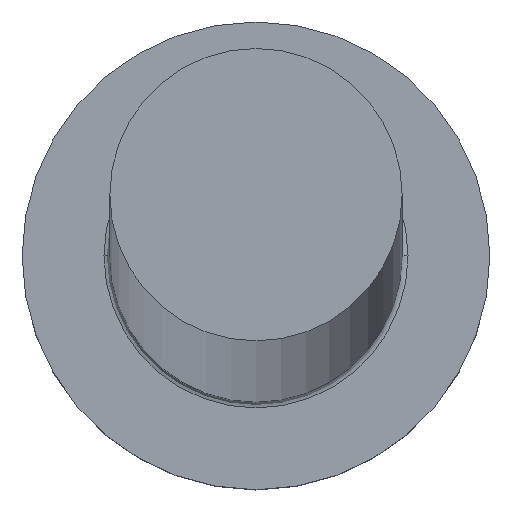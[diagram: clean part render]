
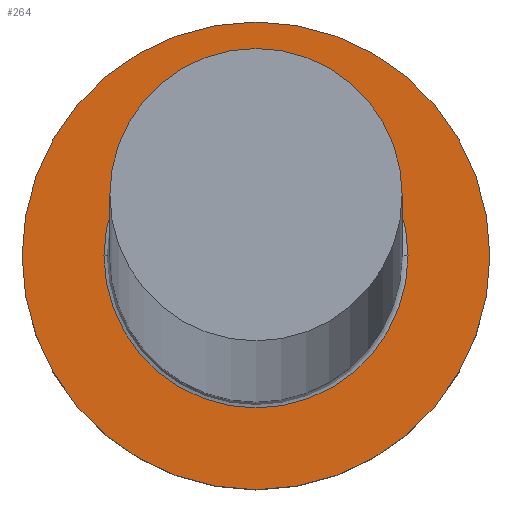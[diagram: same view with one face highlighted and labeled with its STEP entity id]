
A CAD part, top view. The second image highlights one B-rep face of the part: STEP entity #264.
In plain terms, the highlighted planar face has unit normal (0, 0, 1).
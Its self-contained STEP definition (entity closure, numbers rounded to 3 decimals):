
#10 = CARTESIAN_POINT ( 'NONE',  ( 0., 0., 5. ) ) ;
#13 = DIRECTION ( 'NONE',  ( 1., 0., 0. ) ) ;
#21 = CIRCLE ( 'NONE', #262, 8. ) ;
#23 = EDGE_CURVE ( 'NONE', #236, #234, #21, .T. ) ;
#31 = ORIENTED_EDGE ( 'NONE', *, *, #89, .T. ) ;
#34 = DIRECTION ( 'NONE',  ( 0., 0., -1. ) ) ;
#37 = CARTESIAN_POINT ( 'NONE',  ( 0., 0., 5. ) ) ;
#40 = VERTEX_POINT ( 'NONE', #285 ) ;
#61 = CARTESIAN_POINT ( 'NONE',  ( 0., 0., 5. ) ) ;
#62 = CIRCLE ( 'NONE', #294, 5.2 ) ;
#73 = DIRECTION ( 'NONE',  ( 1., 0., 0. ) ) ;
#74 = DIRECTION ( 'NONE',  ( 0., 0., 1. ) ) ;
#79 = FACE_OUTER_BOUND ( 'NONE', #273, .T. ) ;
#81 = CARTESIAN_POINT ( 'NONE',  ( 8., 0., 5. ) ) ;
#89 = EDGE_CURVE ( 'NONE', #234, #236, #197, .T. ) ;
#116 = VERTEX_POINT ( 'NONE', #255 ) ;
#128 = DIRECTION ( 'NONE',  ( 1., 0., 0. ) ) ;
#145 = PLANE ( 'NONE',  #260 ) ;
#151 = EDGE_LOOP ( 'NONE', ( #160, #247 ) ) ;
#160 = ORIENTED_EDGE ( 'NONE', *, *, #282, .T. ) ;
#164 = CARTESIAN_POINT ( 'NONE',  ( 0., 0., 5. ) ) ;
#169 = FACE_BOUND ( 'NONE', #151, .T. ) ;
#174 = DIRECTION ( 'NONE',  ( 1., 0., 0. ) ) ;
#183 = AXIS2_PLACEMENT_3D ( 'NONE', #237, #74, #73 ) ;
#188 = CARTESIAN_POINT ( 'NONE',  ( -8., 0., 5. ) ) ;
#197 = CIRCLE ( 'NONE', #183, 8. ) ;
#208 = ORIENTED_EDGE ( 'NONE', *, *, #23, .T. ) ;
#216 = AXIS2_PLACEMENT_3D ( 'NONE', #10, #249, #13 ) ;
#223 = DIRECTION ( 'NONE',  ( 0., 0., 1. ) ) ;
#234 = VERTEX_POINT ( 'NONE', #188 ) ;
#236 = VERTEX_POINT ( 'NONE', #81 ) ;
#237 = CARTESIAN_POINT ( 'NONE',  ( 0., 0., 5. ) ) ;
#247 = ORIENTED_EDGE ( 'NONE', *, *, #304, .T. ) ;
#249 = DIRECTION ( 'NONE',  ( 0., 0., -1. ) ) ;
#255 = CARTESIAN_POINT ( 'NONE',  ( -5.2, 0., 5. ) ) ;
#260 = AXIS2_PLACEMENT_3D ( 'NONE', #37, #223, #128 ) ;
#262 = AXIS2_PLACEMENT_3D ( 'NONE', #164, #278, #281 ) ;
#264 = ADVANCED_FACE ( 'NONE', ( #169, #79 ), #145, .T. ) ;
#271 = CIRCLE ( 'NONE', #216, 5.2 ) ;
#273 = EDGE_LOOP ( 'NONE', ( #31, #208 ) ) ;
#278 = DIRECTION ( 'NONE',  ( 0., 0., 1. ) ) ;
#281 = DIRECTION ( 'NONE',  ( 1., 0., 0. ) ) ;
#282 = EDGE_CURVE ( 'NONE', #40, #116, #271, .T. ) ;
#285 = CARTESIAN_POINT ( 'NONE',  ( 5.2, 0., 5. ) ) ;
#294 = AXIS2_PLACEMENT_3D ( 'NONE', #61, #34, #174 ) ;
#304 = EDGE_CURVE ( 'NONE', #116, #40, #62, .T. ) ;
